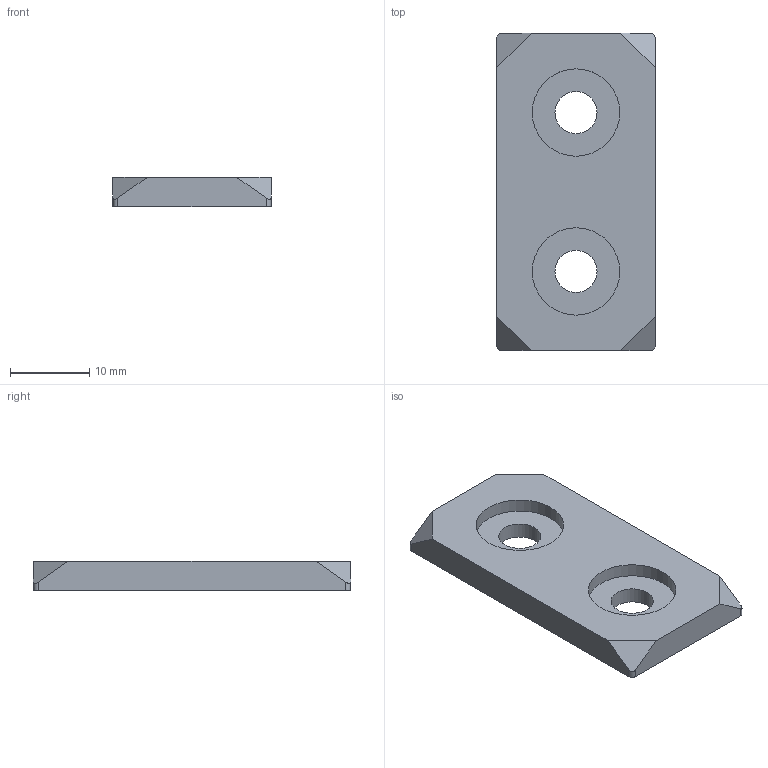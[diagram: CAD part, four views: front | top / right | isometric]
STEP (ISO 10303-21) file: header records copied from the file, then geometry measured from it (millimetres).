
FILE_DESCRIPTION(/* description */ (''),/* implementation_level */ '2;1');
FILE_NAME(/* name */ 'end_cap_z_axis.step',/* time_stamp */ '2018-03-25T14:34:38+02:00',/* author */ ('gregsaun'),/* organization */ (''),/* preprocessor_version */ 'ST-DEVELOPER v16.13',/* originating_system */ 'Autodesk Translation Framework v6.5.0.72',/* authorisation */ '');
FILE_SCHEMA (('AUTOMOTIVE_DESIGN { 1 0 10303 214 3 1 1 }'));
Length unit declared in the file: millimetre
Products named in the file (1): end_cap_z_axis
Bounding box: 19.9 x 39.9 x 3.7 mm (x, y, z)
Volume: 2212.3 mm3; surface area: 2320.1 mm2
Topology: 1 solids, 1 shells, 59 faces, 144 edges, 96 vertices
Faces by surface type: plane 51, cylinder 8
Full cylindrical faces by diameter (mm): 5.3 x2, 11 x2
Entity records: 1762 total; most frequent: CARTESIAN_POINT 300, ORIENTED_EDGE 288, DIRECTION 280, EDGE_CURVE 144, LINE 128, VECTOR 128, VERTEX_POINT 96, AXIS2_PLACEMENT_3D 76
